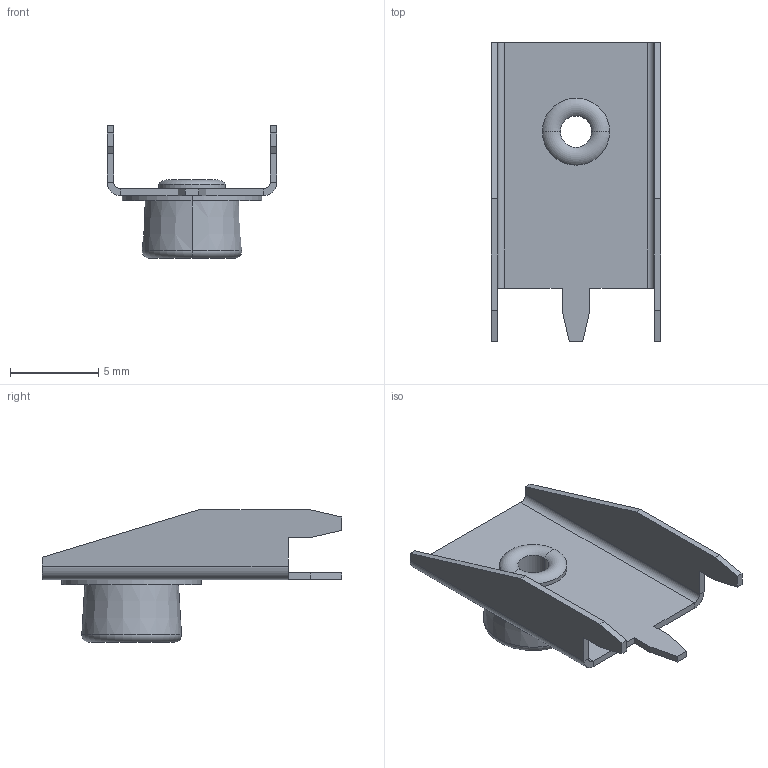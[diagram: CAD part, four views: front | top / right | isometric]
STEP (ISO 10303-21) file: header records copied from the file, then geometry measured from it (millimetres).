
FILE_DESCRIPTION (( 'STEP AP203' ), '1' );
FILE_NAME ('593.STEP', '2012-03-12T19:53:24', ( '' ), ( '' ), 'SwSTEP 2.0', 'SolidWorks 2009', '' );
FILE_SCHEMA (( 'CONFIG_CONTROL_DESIGN' ));
Length unit declared in the file: millimetre
Products named in the file (1): 593
Bounding box: 9.65 x 17.02 x 7.52 mm (x, y, z)
Volume: 130.9 mm3; surface area: 790.9 mm2
Topology: 3 solids, 3 shells, 84 faces, 186 edges, 108 vertices
Faces by surface type: plane 38, cylinder 20, torus 20, cone 6
Entity records: 2371 total; most frequent: DIRECTION 436, CARTESIAN_POINT 379, ORIENTED_EDGE 372, EDGE_CURVE 186, AXIS2_PLACEMENT_3D 165, VERTEX_POINT 108, VECTOR 106, LINE 106
